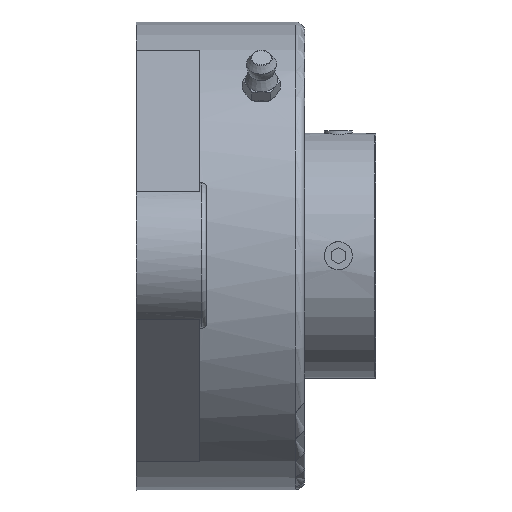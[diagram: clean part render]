
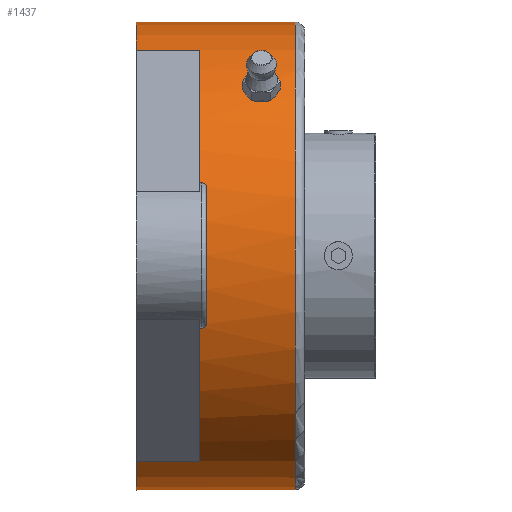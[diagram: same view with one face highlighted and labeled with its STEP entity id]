
A CAD part, top view. The second image highlights one B-rep face of the part: STEP entity #1437.
In plain terms, the highlighted cylindrical face has radius 50 mm (diameter 100 mm), a full revolution.
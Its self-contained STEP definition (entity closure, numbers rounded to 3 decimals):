
#68=LINE('',#2797,#146);
#69=LINE('',#2814,#147);
#70=LINE('',#2818,#148);
#71=LINE('',#2822,#149);
#72=LINE('',#2826,#150);
#73=LINE('',#2842,#151);
#74=LINE('',#2846,#152);
#75=LINE('',#2850,#153);
#146=VECTOR('',#2306,1000.);
#147=VECTOR('',#2309,1000.);
#148=VECTOR('',#2312,1000.);
#149=VECTOR('',#2315,1000.);
#150=VECTOR('',#2318,1000.);
#151=VECTOR('',#2321,1000.);
#152=VECTOR('',#2324,1000.);
#153=VECTOR('',#2327,1000.);
#280=B_SPLINE_CURVE_WITH_KNOTS('',3,(#2800,#2801,#2802,#2803,#2804),
 .UNSPECIFIED.,.F.,.F.,(4,1,4),(0.,0.001,0.002),
 .UNSPECIFIED.);
#281=B_SPLINE_CURVE_WITH_KNOTS('',3,(#2808,#2809,#2810,#2811,#2812),
 .UNSPECIFIED.,.F.,.F.,(4,1,4),(0.,0.001,0.002),
 .UNSPECIFIED.);
#282=B_SPLINE_CURVE_WITH_KNOTS('',3,(#2828,#2829,#2830,#2831,#2832),
 .UNSPECIFIED.,.F.,.F.,(4,1,4),(0.,0.001,
0.002),.UNSPECIFIED.);
#283=B_SPLINE_CURVE_WITH_KNOTS('',3,(#2836,#2837,#2838,#2839,#2840),
 .UNSPECIFIED.,.F.,.F.,(4,1,4),(0.,0.001,0.002),
 .UNSPECIFIED.);
#284=B_SPLINE_CURVE_WITH_KNOTS('',3,(#2853,#2854,#2855,#2856,#2857,#2858,
#2859,#2860,#2861,#2862,#2863),.UNSPECIFIED.,.T.,.F.,(1,1,1,1,1,1,1,1,1,
1,1,1,1,1,1),(-0.007,-0.005,-0.002,
0.,0.002,0.005,0.007,0.009,
0.012,0.014,0.016,0.019,
0.021,0.023,0.026),.UNSPECIFIED.);
#439=ORIENTED_EDGE('',*,*,#749,.F.);
#440=ORIENTED_EDGE('',*,*,#750,.F.);
#441=ORIENTED_EDGE('',*,*,#751,.F.);
#442=ORIENTED_EDGE('',*,*,#752,.F.);
#443=ORIENTED_EDGE('',*,*,#753,.F.);
#444=ORIENTED_EDGE('',*,*,#754,.F.);
#445=ORIENTED_EDGE('',*,*,#755,.F.);
#446=ORIENTED_EDGE('',*,*,#756,.T.);
#447=ORIENTED_EDGE('',*,*,#757,.T.);
#448=ORIENTED_EDGE('',*,*,#758,.F.);
#449=ORIENTED_EDGE('',*,*,#759,.F.);
#450=ORIENTED_EDGE('',*,*,#760,.F.);
#451=ORIENTED_EDGE('',*,*,#761,.F.);
#452=ORIENTED_EDGE('',*,*,#762,.F.);
#453=ORIENTED_EDGE('',*,*,#763,.F.);
#454=ORIENTED_EDGE('',*,*,#764,.F.);
#455=ORIENTED_EDGE('',*,*,#765,.F.);
#456=ORIENTED_EDGE('',*,*,#766,.T.);
#457=ORIENTED_EDGE('',*,*,#767,.T.);
#458=ORIENTED_EDGE('',*,*,#768,.F.);
#459=ORIENTED_EDGE('',*,*,#769,.F.);
#460=ORIENTED_EDGE('',*,*,#770,.F.);
#749=EDGE_CURVE('',#917,#917,#1019,.T.);
#750=EDGE_CURVE('',#918,#919,#68,.T.);
#751=EDGE_CURVE('',#920,#918,#280,.T.);
#752=EDGE_CURVE('',#921,#920,#1020,.T.);
#753=EDGE_CURVE('',#922,#921,#281,.T.);
#754=EDGE_CURVE('',#923,#922,#69,.F.);
#755=EDGE_CURVE('',#924,#923,#1021,.F.);
#756=EDGE_CURVE('',#924,#925,#70,.T.);
#757=EDGE_CURVE('',#925,#926,#1022,.T.);
#758=EDGE_CURVE('',#927,#926,#71,.T.);
#759=EDGE_CURVE('',#928,#927,#1023,.F.);
#760=EDGE_CURVE('',#929,#928,#72,.T.);
#761=EDGE_CURVE('',#930,#929,#282,.T.);
#762=EDGE_CURVE('',#931,#930,#1024,.T.);
#763=EDGE_CURVE('',#932,#931,#283,.T.);
#764=EDGE_CURVE('',#933,#932,#73,.F.);
#765=EDGE_CURVE('',#934,#933,#1025,.F.);
#766=EDGE_CURVE('',#934,#935,#74,.T.);
#767=EDGE_CURVE('',#935,#936,#1026,.T.);
#768=EDGE_CURVE('',#937,#936,#75,.T.);
#769=EDGE_CURVE('',#919,#937,#1027,.F.);
#770=EDGE_CURVE('',#938,#938,#284,.T.);
#917=VERTEX_POINT('',#2796);
#918=VERTEX_POINT('',#2798);
#919=VERTEX_POINT('',#2799);
#920=VERTEX_POINT('',#2805);
#921=VERTEX_POINT('',#2807);
#922=VERTEX_POINT('',#2813);
#923=VERTEX_POINT('',#2815);
#924=VERTEX_POINT('',#2817);
#925=VERTEX_POINT('',#2819);
#926=VERTEX_POINT('',#2821);
#927=VERTEX_POINT('',#2823);
#928=VERTEX_POINT('',#2825);
#929=VERTEX_POINT('',#2827);
#930=VERTEX_POINT('',#2833);
#931=VERTEX_POINT('',#2835);
#932=VERTEX_POINT('',#2841);
#933=VERTEX_POINT('',#2843);
#934=VERTEX_POINT('',#2845);
#935=VERTEX_POINT('',#2847);
#936=VERTEX_POINT('',#2849);
#937=VERTEX_POINT('',#2851);
#938=VERTEX_POINT('',#2864);
#1019=CIRCLE('',#2009,50.);
#1020=CIRCLE('',#2010,50.);
#1021=CIRCLE('',#2011,50.);
#1022=CIRCLE('',#2012,50.);
#1023=CIRCLE('',#2013,50.);
#1024=CIRCLE('',#2014,50.);
#1025=CIRCLE('',#2015,50.);
#1026=CIRCLE('',#2016,50.);
#1027=CIRCLE('',#2017,50.);
#1140=EDGE_LOOP('',(#439));
#1141=EDGE_LOOP('',(#440,#441,#442,#443,#444,#445,#446,#447,#448,#449,#450,
#451,#452,#453,#454,#455,#456,#457,#458,#459));
#1142=EDGE_LOOP('',(#460));
#1292=FACE_BOUND('',#1140,.T.);
#1293=FACE_BOUND('',#1141,.T.);
#1294=FACE_BOUND('',#1142,.T.);
#1377=CYLINDRICAL_SURFACE('',#2008,50.);
#1437=ADVANCED_FACE('',(#1292,#1293,#1294),#1377,.T.);
#2008=AXIS2_PLACEMENT_3D('',#2794,#2302,#2303);
#2009=AXIS2_PLACEMENT_3D('',#2795,#2304,#2305);
#2010=AXIS2_PLACEMENT_3D('',#2806,#2307,#2308);
#2011=AXIS2_PLACEMENT_3D('',#2816,#2310,#2311);
#2012=AXIS2_PLACEMENT_3D('',#2820,#2313,#2314);
#2013=AXIS2_PLACEMENT_3D('',#2824,#2316,#2317);
#2014=AXIS2_PLACEMENT_3D('',#2834,#2319,#2320);
#2015=AXIS2_PLACEMENT_3D('',#2844,#2322,#2323);
#2016=AXIS2_PLACEMENT_3D('',#2848,#2325,#2326);
#2017=AXIS2_PLACEMENT_3D('',#2852,#2328,#2329);
#2302=DIRECTION('',(-1.,0.,0.));
#2303=DIRECTION('',(0.,0.,1.));
#2304=DIRECTION('',(1.,0.,0.));
#2305=DIRECTION('',(0.,0.,-1.));
#2306=DIRECTION('',(-1.,0.,0.));
#2307=DIRECTION('',(-1.,0.,0.));
#2308=DIRECTION('',(0.,0.,1.));
#2309=DIRECTION('',(-1.,0.,0.));
#2310=DIRECTION('',(1.,0.,0.));
#2311=DIRECTION('',(0.,0.,-1.));
#2312=DIRECTION('',(-1.,0.,0.));
#2313=DIRECTION('',(1.,0.,0.));
#2314=DIRECTION('',(0.,0.,-1.));
#2315=DIRECTION('',(-1.,0.,0.));
#2316=DIRECTION('',(1.,0.,0.));
#2317=DIRECTION('',(0.,0.,-1.));
#2318=DIRECTION('',(-1.,0.,0.));
#2319=DIRECTION('',(-1.,0.,0.));
#2320=DIRECTION('',(0.,0.,1.));
#2321=DIRECTION('',(-1.,0.,0.));
#2322=DIRECTION('',(1.,0.,0.));
#2323=DIRECTION('',(0.,0.,-1.));
#2324=DIRECTION('',(-1.,0.,0.));
#2325=DIRECTION('',(1.,0.,0.));
#2326=DIRECTION('',(0.,0.,-1.));
#2327=DIRECTION('',(-1.,0.,0.));
#2328=DIRECTION('',(1.,0.,0.));
#2329=DIRECTION('',(0.,0.,-1.));
#2794=CARTESIAN_POINT('',(13.5,0.,0.));
#2795=CARTESIAN_POINT('',(34.,0.,0.));
#2796=CARTESIAN_POINT('',(34.,0.,-50.));
#2797=CARTESIAN_POINT('',(13.5,47.537,-15.5));
#2798=CARTESIAN_POINT('',(14.,47.537,-15.5));
#2799=CARTESIAN_POINT('',(13.5,47.537,-15.5));
#2800=CARTESIAN_POINT('',(15.,47.851,-14.5));
#2801=CARTESIAN_POINT('',(15.,47.773,-14.759));
#2802=CARTESIAN_POINT('',(14.795,47.613,-15.268));
#2803=CARTESIAN_POINT('',(14.271,47.537,-15.5));
#2804=CARTESIAN_POINT('',(14.,47.537,-15.5));
#2805=CARTESIAN_POINT('',(15.,47.851,-14.5));
#2806=CARTESIAN_POINT('',(15.,0.,0.));
#2807=CARTESIAN_POINT('',(15.,47.851,14.5));
#2808=CARTESIAN_POINT('',(14.,47.537,15.5));
#2809=CARTESIAN_POINT('',(14.271,47.537,15.5));
#2810=CARTESIAN_POINT('',(14.794,47.613,15.269));
#2811=CARTESIAN_POINT('',(15.,47.773,14.759));
#2812=CARTESIAN_POINT('',(15.,47.851,14.5));
#2813=CARTESIAN_POINT('',(14.,47.537,15.5));
#2814=CARTESIAN_POINT('',(13.5,47.537,15.5));
#2815=CARTESIAN_POINT('',(13.5,47.537,15.5));
#2816=CARTESIAN_POINT('',(13.5,0.,0.));
#2817=CARTESIAN_POINT('',(13.5,23.958,43.886));
#2818=CARTESIAN_POINT('',(13.5,23.958,43.886));
#2819=CARTESIAN_POINT('',(0.,23.958,43.886));
#2820=CARTESIAN_POINT('',(0.,0.,0.));
#2821=CARTESIAN_POINT('',(0.,-23.958,43.886));
#2822=CARTESIAN_POINT('',(13.5,-23.958,43.886));
#2823=CARTESIAN_POINT('',(13.5,-23.958,43.886));
#2824=CARTESIAN_POINT('',(13.5,0.,0.));
#2825=CARTESIAN_POINT('',(13.5,-47.537,15.5));
#2826=CARTESIAN_POINT('',(13.5,-47.537,15.5));
#2827=CARTESIAN_POINT('',(14.,-47.537,15.5));
#2828=CARTESIAN_POINT('',(15.,-47.851,14.5));
#2829=CARTESIAN_POINT('',(15.,-47.773,14.759));
#2830=CARTESIAN_POINT('',(14.795,-47.613,15.268));
#2831=CARTESIAN_POINT('',(14.271,-47.537,15.5));
#2832=CARTESIAN_POINT('',(14.,-47.537,15.5));
#2833=CARTESIAN_POINT('',(15.,-47.851,14.5));
#2834=CARTESIAN_POINT('',(15.,0.,0.));
#2835=CARTESIAN_POINT('',(15.,-47.851,-14.5));
#2836=CARTESIAN_POINT('',(14.,-47.537,-15.5));
#2837=CARTESIAN_POINT('',(14.271,-47.537,-15.5));
#2838=CARTESIAN_POINT('',(14.794,-47.613,-15.269));
#2839=CARTESIAN_POINT('',(15.,-47.773,-14.759));
#2840=CARTESIAN_POINT('',(15.,-47.851,-14.5));
#2841=CARTESIAN_POINT('',(14.,-47.537,-15.5));
#2842=CARTESIAN_POINT('',(13.5,-47.537,-15.5));
#2843=CARTESIAN_POINT('',(13.5,-47.537,-15.5));
#2844=CARTESIAN_POINT('',(13.5,0.,0.));
#2845=CARTESIAN_POINT('',(13.5,-23.958,-43.886));
#2846=CARTESIAN_POINT('',(13.5,-23.958,-43.886));
#2847=CARTESIAN_POINT('',(0.,-23.958,-43.886));
#2848=CARTESIAN_POINT('',(0.,0.,0.));
#2849=CARTESIAN_POINT('',(0.,23.958,-43.886));
#2850=CARTESIAN_POINT('',(13.5,23.958,-43.886));
#2851=CARTESIAN_POINT('',(13.5,23.958,-43.886));
#2852=CARTESIAN_POINT('',(13.5,0.,0.));
#2853=CARTESIAN_POINT('',(29.103,33.663,-36.985));
#2854=CARTESIAN_POINT('',(26.749,32.924,-37.627));
#2855=CARTESIAN_POINT('',(24.399,33.662,-36.985));
#2856=CARTESIAN_POINT('',(23.426,35.369,-35.373));
#2857=CARTESIAN_POINT('',(24.398,36.985,-33.662));
#2858=CARTESIAN_POINT('',(26.75,37.626,-32.925));
#2859=CARTESIAN_POINT('',(29.098,36.987,-33.659));
#2860=CARTESIAN_POINT('',(30.075,35.374,-35.369));
#2861=CARTESIAN_POINT('',(29.103,33.663,-36.985));
#2862=CARTESIAN_POINT('',(26.749,32.924,-37.627));
#2863=CARTESIAN_POINT('',(24.399,33.662,-36.985));
#2864=CARTESIAN_POINT('',(26.75,33.17,-37.413));
